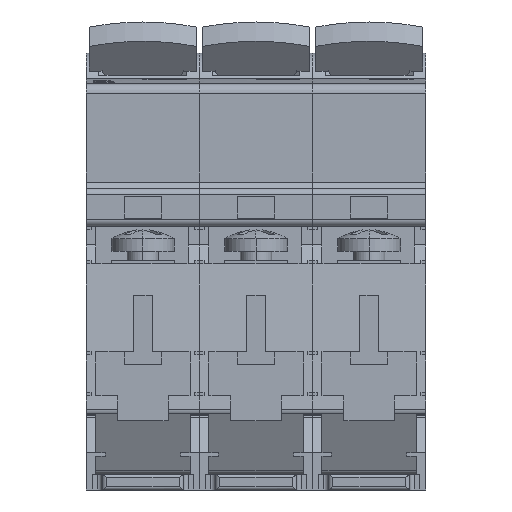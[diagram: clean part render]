
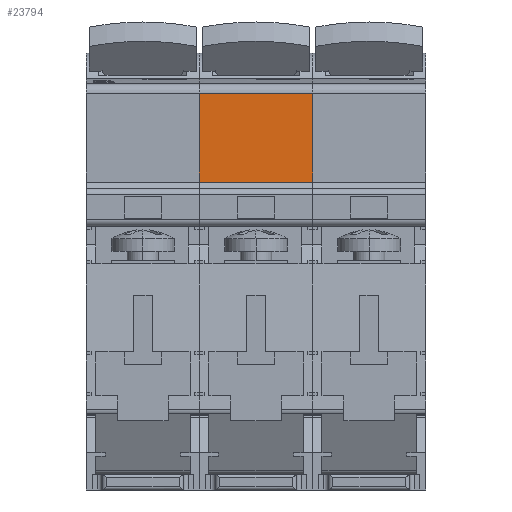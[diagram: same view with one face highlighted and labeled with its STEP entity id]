
A CAD part, front view. The second image highlights one B-rep face of the part: STEP entity #23794.
In plain terms, the highlighted face is planar.
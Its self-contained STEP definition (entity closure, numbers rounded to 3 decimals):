
#16657=DIRECTION('',(0.,0.,-1.));
#16658=VECTOR('',#16657,14.126);
#16659=CARTESIAN_POINT('',(-22.5,-9.,63.126));
#16660=LINE('',#16659,#16658);
#17936=DIRECTION('',(0.,-1.,0.));
#17937=VECTOR('',#17936,18.);
#17938=CARTESIAN_POINT('',(-22.5,9.,63.126));
#17939=LINE('',#17938,#17937);
#17944=DIRECTION('',(0.,-1.,0.));
#17945=VECTOR('',#17944,18.);
#17946=CARTESIAN_POINT('',(-22.5,9.,49.));
#17947=LINE('',#17946,#17945);
#17948=DIRECTION('',(0.,0.,-1.));
#17949=VECTOR('',#17948,14.126);
#17950=CARTESIAN_POINT('',(-22.5,9.,63.126));
#17951=LINE('',#17950,#17949);
#20130=CARTESIAN_POINT('',(-22.5,9.,49.));
#20131=VERTEX_POINT('',#20130);
#20132=CARTESIAN_POINT('',(-22.5,9.,63.126));
#20133=VERTEX_POINT('',#20132);
#20194=CARTESIAN_POINT('',(-22.5,-9.,63.126));
#20195=CARTESIAN_POINT('',(-22.5,-9.,49.));
#20196=VERTEX_POINT('',#20194);
#20197=VERTEX_POINT('',#20195);
#23782=CARTESIAN_POINT('',(-22.5,-9.,64.5));
#23783=DIRECTION('',(-1.,0.,0.));
#23784=DIRECTION('',(0.,0.,1.));
#23785=AXIS2_PLACEMENT_3D('',#23782,#23783,#23784);
#23786=PLANE('',#23785);
#23787=ORIENTED_EDGE('',*,*,#21340,.T.);
#23789=ORIENTED_EDGE('',*,*,#23788,.F.);
#23790=ORIENTED_EDGE('',*,*,#21091,.F.);
#23791=ORIENTED_EDGE('',*,*,#23768,.T.);
#23792=EDGE_LOOP('',(#23787,#23789,#23790,#23791));
#23793=FACE_OUTER_BOUND('',#23792,.F.);
#21091=EDGE_CURVE('',#20133,#20131,#17951,.T.);
#21340=EDGE_CURVE('',#20196,#20197,#16660,.T.);
#23768=EDGE_CURVE('',#20133,#20196,#17939,.T.);
#23788=EDGE_CURVE('',#20131,#20197,#17947,.T.);
#23794=ADVANCED_FACE('',(#23793),#23786,.T.);
